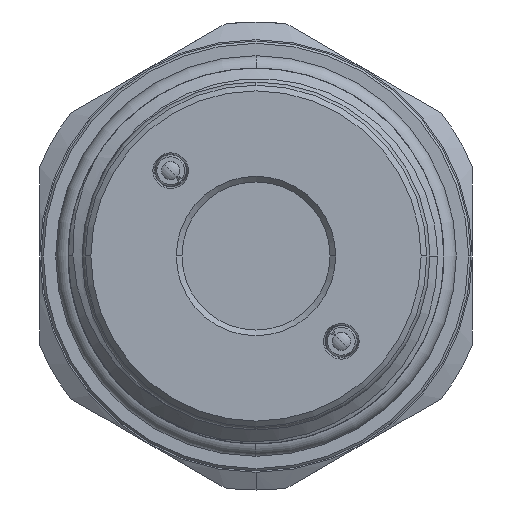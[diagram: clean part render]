
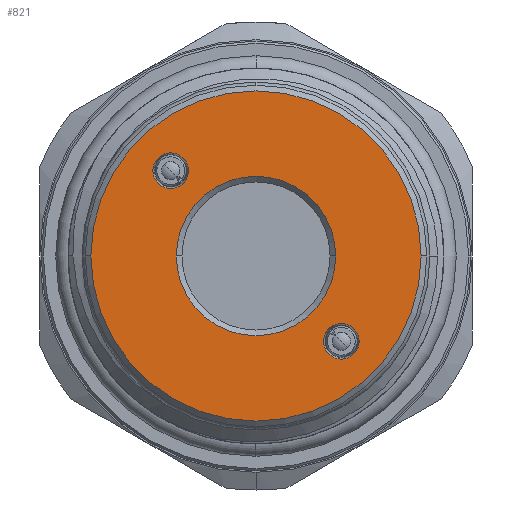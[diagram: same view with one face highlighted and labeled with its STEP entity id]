
A CAD part, left-side view. The second image highlights one B-rep face of the part: STEP entity #821.
In plain terms, the highlighted planar face has unit normal (-1, 0, 0).
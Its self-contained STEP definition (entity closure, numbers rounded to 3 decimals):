
#71 = DIRECTION ( 'NONE',  ( 0., 0., 1. ) ) ;
#714 = VERTEX_POINT ( 'NONE', #12003 ) ;
#821 = ADVANCED_FACE ( 'NONE', ( #2472, #17906, #2941, #15128 ), #13183, .F. ) ;
#848 = AXIS2_PLACEMENT_3D ( 'NONE', #7779, #7834, #2046 ) ;
#899 = CARTESIAN_POINT ( 'NONE',  ( 0., -14.5, 0. ) ) ;
#1013 = CARTESIAN_POINT ( 'NONE',  ( 0., -7.495, -7.495 ) ) ;
#1353 = VERTEX_POINT ( 'NONE', #10544 ) ;
#1828 = AXIS2_PLACEMENT_3D ( 'NONE', #14434, #5476, #18742 ) ;
#1884 = ORIENTED_EDGE ( 'NONE', *, *, #9301, .F. ) ;
#2046 = DIRECTION ( 'NONE',  ( 0., 0., 1. ) ) ;
#2296 = AXIS2_PLACEMENT_3D ( 'NONE', #7600, #5189, #8036 ) ;
#2472 = FACE_BOUND ( 'NONE', #11419, .T. ) ;
#2702 = DIRECTION ( 'NONE',  ( 0., 0., -1. ) ) ;
#2812 = AXIS2_PLACEMENT_3D ( 'NONE', #14980, #13245, #19288 ) ;
#2941 = FACE_BOUND ( 'NONE', #17765, .T. ) ;
#2990 = CARTESIAN_POINT ( 'NONE',  ( 0., 7.495, 7.495 ) ) ;
#3028 = VERTEX_POINT ( 'NONE', #899 ) ;
#3506 = EDGE_LOOP ( 'NONE', ( #1884, #12418 ) ) ;
#3891 = CIRCLE ( 'NONE', #12962, 7. ) ;
#4000 = CARTESIAN_POINT ( 'NONE',  ( 0., 0., 0. ) ) ;
#4050 = DIRECTION ( 'NONE',  ( 1., 0., 0. ) ) ;
#4521 = ORIENTED_EDGE ( 'NONE', *, *, #11541, .T. ) ;
#4667 = ORIENTED_EDGE ( 'NONE', *, *, #10584, .T. ) ;
#5047 = CIRCLE ( 'NONE', #848, 1.561 ) ;
#5136 = VERTEX_POINT ( 'NONE', #17000 ) ;
#5189 = DIRECTION ( 'NONE',  ( -1., 0., 0. ) ) ;
#5213 = DIRECTION ( 'NONE',  ( -1., 0., 0. ) ) ;
#5382 = VERTEX_POINT ( 'NONE', #9391 ) ;
#5476 = DIRECTION ( 'NONE',  ( -1., 0., 0. ) ) ;
#5925 = VERTEX_POINT ( 'NONE', #10923 ) ;
#6024 = CIRCLE ( 'NONE', #1828, 14.5 ) ;
#6950 = CARTESIAN_POINT ( 'NONE',  ( 0., 0., 0. ) ) ;
#6994 = CIRCLE ( 'NONE', #9036, 7. ) ;
#7529 = AXIS2_PLACEMENT_3D ( 'NONE', #1013, #11425, #12872 ) ;
#7600 = CARTESIAN_POINT ( 'NONE',  ( 0., 0., 0. ) ) ;
#7779 = CARTESIAN_POINT ( 'NONE',  ( 0., 7.495, 7.495 ) ) ;
#7834 = DIRECTION ( 'NONE',  ( -1., 0., 0. ) ) ;
#8036 = DIRECTION ( 'NONE',  ( 0., 1., 0. ) ) ;
#8496 = CARTESIAN_POINT ( 'NONE',  ( 0., 14.5, 0. ) ) ;
#9036 = AXIS2_PLACEMENT_3D ( 'NONE', #6950, #4050, #18931 ) ;
#9070 = EDGE_CURVE ( 'NONE', #5382, #714, #9810, .T. ) ;
#9301 = EDGE_CURVE ( 'NONE', #1353, #14565, #12405, .T. ) ;
#9391 = CARTESIAN_POINT ( 'NONE',  ( 0., 7.495, 9.056 ) ) ;
#9614 = CARTESIAN_POINT ( 'NONE',  ( 0., -7.495, -7.495 ) ) ;
#9709 = AXIS2_PLACEMENT_3D ( 'NONE', #9614, #5213, #2702 ) ;
#9810 = CIRCLE ( 'NONE', #16966, 1.561 ) ;
#10544 = CARTESIAN_POINT ( 'NONE',  ( 0., -7.495, -9.056 ) ) ;
#10584 = EDGE_CURVE ( 'NONE', #5925, #5136, #6994, .T. ) ;
#10923 = CARTESIAN_POINT ( 'NONE',  ( 0., -7., 0. ) ) ;
#11340 = DIRECTION ( 'NONE',  ( 1., 0., 0. ) ) ;
#11419 = EDGE_LOOP ( 'NONE', ( #4667, #11977 ) ) ;
#11425 = DIRECTION ( 'NONE',  ( -1., 0., 0. ) ) ;
#11541 = EDGE_CURVE ( 'NONE', #3028, #17255, #15899, .T. ) ;
#11977 = ORIENTED_EDGE ( 'NONE', *, *, #15028, .T. ) ;
#12003 = CARTESIAN_POINT ( 'NONE',  ( 0., 7.495, 5.935 ) ) ;
#12224 = EDGE_CURVE ( 'NONE', #17255, #3028, #6024, .T. ) ;
#12405 = CIRCLE ( 'NONE', #7529, 1.561 ) ;
#12418 = ORIENTED_EDGE ( 'NONE', *, *, #15939, .F. ) ;
#12790 = DIRECTION ( 'NONE',  ( 0., 1., 0. ) ) ;
#12872 = DIRECTION ( 'NONE',  ( 0., 0., -1. ) ) ;
#12895 = EDGE_LOOP ( 'NONE', ( #13334, #4521 ) ) ;
#12962 = AXIS2_PLACEMENT_3D ( 'NONE', #4000, #11340, #12790 ) ;
#13183 = PLANE ( 'NONE',  #2812 ) ;
#13245 = DIRECTION ( 'NONE',  ( 1., 0., 0. ) ) ;
#13334 = ORIENTED_EDGE ( 'NONE', *, *, #12224, .T. ) ;
#13755 = ORIENTED_EDGE ( 'NONE', *, *, #9070, .F. ) ;
#13812 = ORIENTED_EDGE ( 'NONE', *, *, #15165, .F. ) ;
#14434 = CARTESIAN_POINT ( 'NONE',  ( 0., 0., 0. ) ) ;
#14565 = VERTEX_POINT ( 'NONE', #15501 ) ;
#14965 = DIRECTION ( 'NONE',  ( -1., 0., 0. ) ) ;
#14980 = CARTESIAN_POINT ( 'NONE',  ( 0., 0., 0. ) ) ;
#15028 = EDGE_CURVE ( 'NONE', #5136, #5925, #3891, .T. ) ;
#15128 = FACE_BOUND ( 'NONE', #3506, .T. ) ;
#15165 = EDGE_CURVE ( 'NONE', #714, #5382, #5047, .T. ) ;
#15501 = CARTESIAN_POINT ( 'NONE',  ( 0., -7.495, -5.935 ) ) ;
#15899 = CIRCLE ( 'NONE', #2296, 14.5 ) ;
#15939 = EDGE_CURVE ( 'NONE', #14565, #1353, #17357, .T. ) ;
#16966 = AXIS2_PLACEMENT_3D ( 'NONE', #2990, #14965, #71 ) ;
#17000 = CARTESIAN_POINT ( 'NONE',  ( 0., 7., 0. ) ) ;
#17255 = VERTEX_POINT ( 'NONE', #8496 ) ;
#17357 = CIRCLE ( 'NONE', #9709, 1.561 ) ;
#17765 = EDGE_LOOP ( 'NONE', ( #13755, #13812 ) ) ;
#17906 = FACE_OUTER_BOUND ( 'NONE', #12895, .T. ) ;
#18742 = DIRECTION ( 'NONE',  ( 0., 1., 0. ) ) ;
#18931 = DIRECTION ( 'NONE',  ( 0., 1., 0. ) ) ;
#19288 = DIRECTION ( 'NONE',  ( 0., 1., 0. ) ) ;
